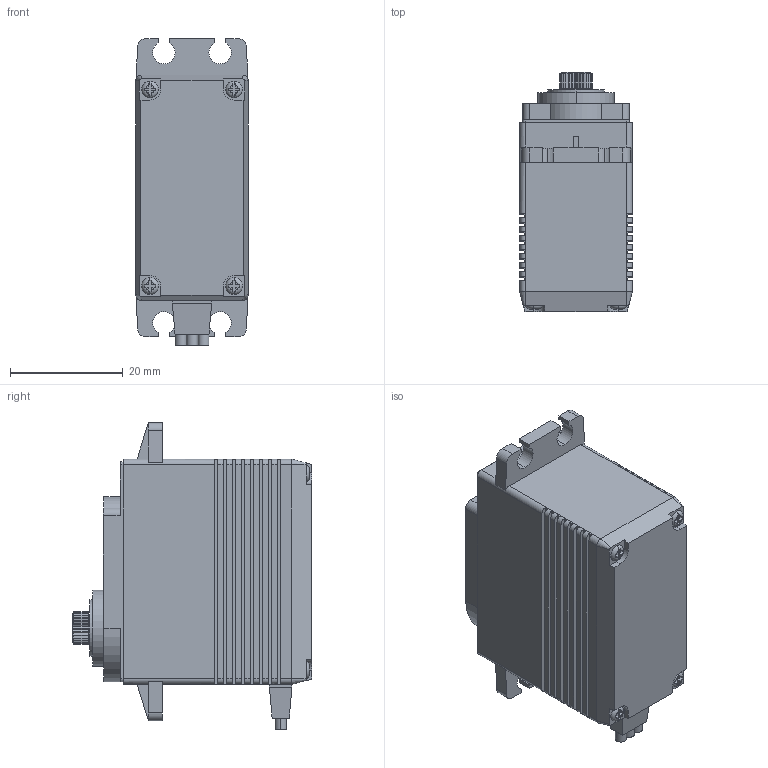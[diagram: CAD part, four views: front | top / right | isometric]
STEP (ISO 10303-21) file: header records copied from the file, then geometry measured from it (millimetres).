
FILE_DESCRIPTION (( 'STEP AP203' ), '1' );
FILE_NAME ('Hitec HS-7955TG_Default_sldprt.STEP', '2019-04-05T22:48:53', ( '' ), ( '' ), 'SwSTEP 2.0', 'SolidWorks 2018', '' );
FILE_SCHEMA (( 'CONFIG_CONTROL_DESIGN' ));
Length unit declared in the file: millimetre
Products named in the file (1): Hitec HS-7955TG_Default_sldprt
Bounding box: 20 x 42.5 x 54.5 mm (x, y, z)
Volume: 29271.7 mm3; surface area: 8020.2 mm2
Topology: 10 solids, 10 shells, 656 faces, 1729 edges, 1065 vertices
Faces by surface type: plane 371, cylinder 176, cone 101, torus 8
Entity records: 19944 total; most frequent: CARTESIAN_POINT 3584, DIRECTION 3487, ORIENTED_EDGE 3388, EDGE_CURVE 1694, AXIS2_PLACEMENT_3D 1192, VECTOR 1103, LINE 1103, VERTEX_POINT 1065
